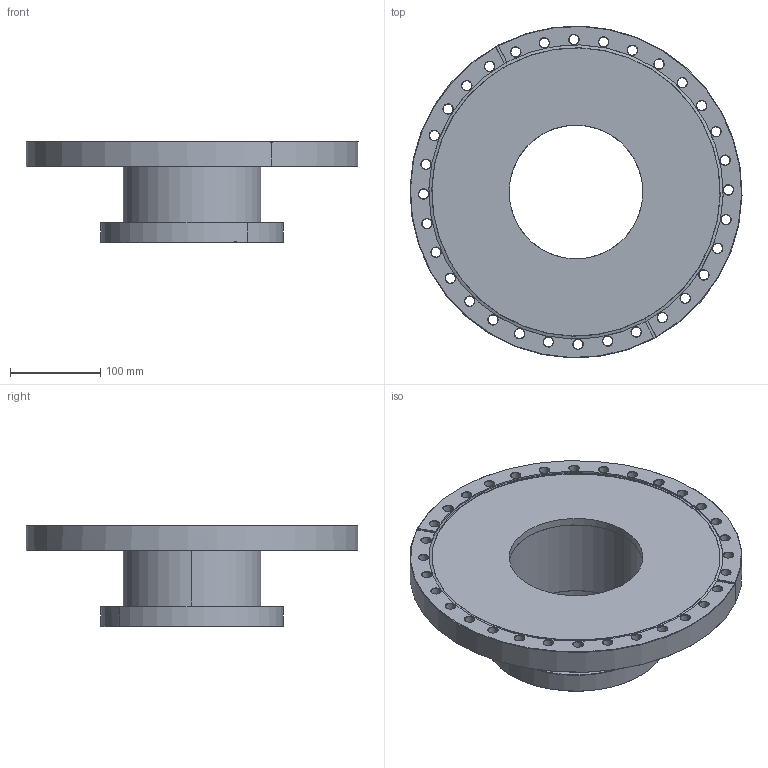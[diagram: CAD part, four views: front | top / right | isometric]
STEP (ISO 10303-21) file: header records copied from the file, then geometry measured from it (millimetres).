
FILE_DESCRIPTION (( 'STEP AP214' ), '1' );
FILE_NAME ('Hositrad_CFA300-150L-ISO.STEP', '2017-05-09T12:12:04', ( 'Gebruiker' ), ( '' ), 'SwSTEP 2.0', 'SolidWorks 2017', '' );
FILE_SCHEMA (( 'AUTOMOTIVE_DESIGN' ));
Length unit declared in the file: millimetre
Products named in the file (4): Hositrad_CFA300-150L-ISO; CF300-B-ISO3669_weld hole 152,4; NW150CF-Weld_CF150-152; CF-Tubulated-Adapters-All_CFA300-150L
Assembly tree (3 placements, depth 2):
  Hositrad_CFA300-150L-ISO
    CF-Tubulated-Adapters-All_CFA300-150L
    NW150CF-Weld_CF150-152
    CF300-B-ISO3669_weld hole 152,4
Bounding box: 368.2 x 368.18 x 112.2 mm (x, y, z)
Volume: 2691366.3 mm3; surface area: 399665.8 mm2
Topology: 3 solids, 3 shells, 377 faces, 882 edges, 513 vertices
Faces by surface type: cone 229, cylinder 124, plane 24
Entity records: 11111 total; most frequent: DIRECTION 2133, CARTESIAN_POINT 1802, ORIENTED_EDGE 1764, EDGE_CURVE 882, AXIS2_PLACEMENT_3D 876, VERTEX_POINT 513, CIRCLE 493, EDGE_LOOP 489
